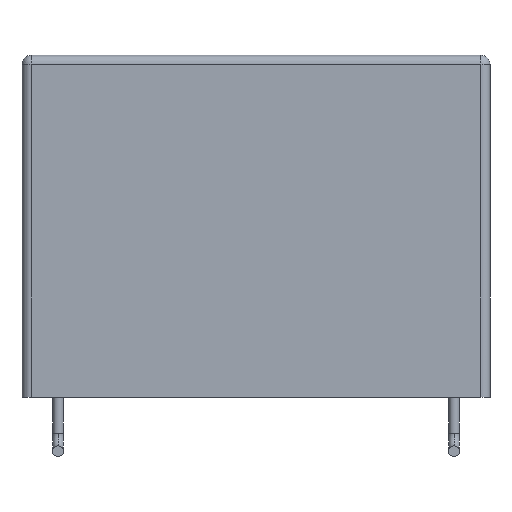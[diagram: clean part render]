
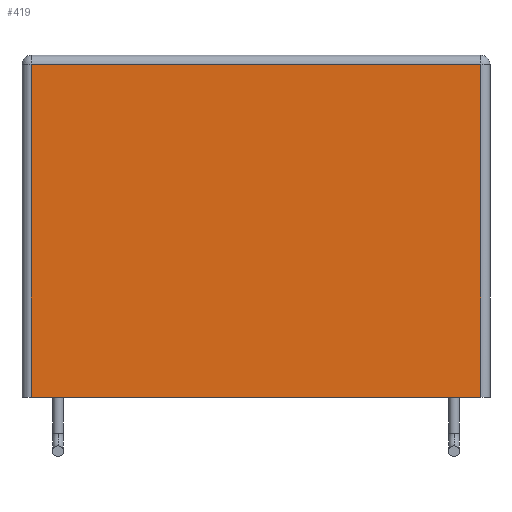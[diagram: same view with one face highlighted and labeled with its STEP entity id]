
A CAD part, front view. The second image highlights one B-rep face of the part: STEP entity #419.
In plain terms, the highlighted planar face has unit normal (0, -1, 0).
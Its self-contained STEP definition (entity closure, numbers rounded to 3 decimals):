
#362 = VERTEX_POINT ( 'NONE', #4558 ) ;
#364 = EDGE_CURVE ( 'NONE', #365, #362, #4557, .T. ) ;
#365 = VERTEX_POINT ( 'NONE', #4553 ) ;
#400 = EDGE_CURVE ( 'NONE', #427, #365, #4730, .T. ) ;
#419 = ADVANCED_FACE ( 'NONE', ( #4810 ), #4795, .F. ) ;
#420 = EDGE_LOOP ( 'NONE', ( #421, #422, #425, #478 ) ) ;
#421 = ORIENTED_EDGE ( 'NONE', *, *, #364, .T. ) ;
#422 = ORIENTED_EDGE ( 'NONE', *, *, #423, .T. ) ;
#423 = EDGE_CURVE ( 'NONE', #362, #424, #4854, .T. ) ;
#424 = VERTEX_POINT ( 'NONE', #4850 ) ;
#425 = ORIENTED_EDGE ( 'NONE', *, *, #426, .T. ) ;
#426 = EDGE_CURVE ( 'NONE', #424, #427, #4849, .T. ) ;
#427 = VERTEX_POINT ( 'NONE', #4845 ) ;
#478 = ORIENTED_EDGE ( 'NONE', *, *, #400, .T. ) ;
#4553 = CARTESIAN_POINT ( 'NONE',  ( -12.5, 0., 0. ) ) ;
#4554 = DIRECTION ( 'NONE',  ( 1., 0., 0. ) ) ;
#4555 = VECTOR ( 'NONE', #4554, 1000. ) ;
#4556 = CARTESIAN_POINT ( 'NONE',  ( -13., 0., 0. ) ) ;
#4557 = LINE ( 'NONE', #4556, #4555 ) ;
#4558 = CARTESIAN_POINT ( 'NONE',  ( 12.5, 0., 0. ) ) ;
#4727 = DIRECTION ( 'NONE',  ( 0., 0., -1. ) ) ;
#4728 = VECTOR ( 'NONE', #4727, 1000. ) ;
#4729 = CARTESIAN_POINT ( 'NONE',  ( -12.5, 0., 19. ) ) ;
#4730 = LINE ( 'NONE', #4729, #4728 ) ;
#4795 = PLANE ( 'NONE',  #4858 ) ;
#4810 = FACE_OUTER_BOUND ( 'NONE', #420, .T. ) ;
#4845 = CARTESIAN_POINT ( 'NONE',  ( -12.5, 0., 18.5 ) ) ;
#4846 = DIRECTION ( 'NONE',  ( -1., 0., 0. ) ) ;
#4847 = VECTOR ( 'NONE', #4846, 1000. ) ;
#4848 = CARTESIAN_POINT ( 'NONE',  ( -13., 0., 18.5 ) ) ;
#4849 = LINE ( 'NONE', #4848, #4847 ) ;
#4850 = CARTESIAN_POINT ( 'NONE',  ( 12.5, 0., 18.5 ) ) ;
#4851 = DIRECTION ( 'NONE',  ( 0., 0., 1. ) ) ;
#4852 = VECTOR ( 'NONE', #4851, 1000. ) ;
#4853 = CARTESIAN_POINT ( 'NONE',  ( 12.5, 0., 19. ) ) ;
#4854 = LINE ( 'NONE', #4853, #4852 ) ;
#4855 = DIRECTION ( 'NONE',  ( 0., 0., 1. ) ) ;
#4856 = DIRECTION ( 'NONE',  ( 0., 1., 0. ) ) ;
#4857 = CARTESIAN_POINT ( 'NONE',  ( -13., 0., 19. ) ) ;
#4858 = AXIS2_PLACEMENT_3D ( 'NONE', #4857, #4856, #4855 ) ;
